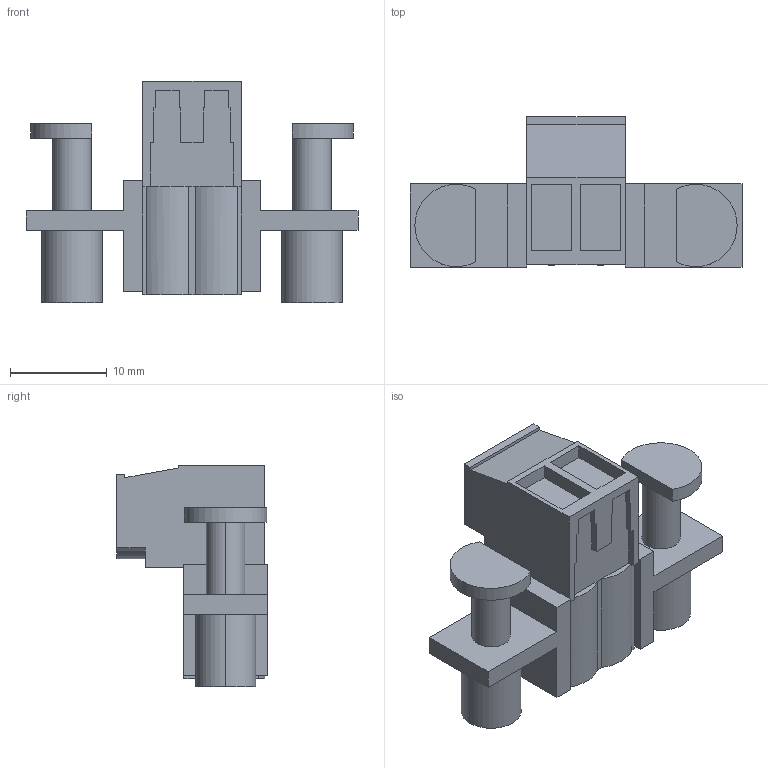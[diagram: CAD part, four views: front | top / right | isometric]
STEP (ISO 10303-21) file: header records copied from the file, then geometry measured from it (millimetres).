
FILE_DESCRIPTION(('CATIA V5 STEP','CAx-IF Rec.Pracs.--- Model Styling and Organization---1.2---2011-12-15'),'2;1');
FILE_NAME ('D1451324_0_1353470000_1353470000.stp','2017-06-01T12:03:55+00:00',('none'),('Weidmueller'),'CATIA Version 5-6 Release 2014','CATIA V5 STEP AP214','none');
FILE_SCHEMA(('AUTOMOTIVE_DESIGN { 1 0 10303 214 1 1 1 1 }'));
Length unit declared in the file: millimetre
Products named in the file (1): 1353470000
Bounding box: 34.26 x 15.53 x 22.9 mm (x, y, z)
Volume: 3066.6 mm3; surface area: 3601.1 mm2
Topology: 7 solids, 7 shells, 211 faces, 546 edges, 361 vertices
Faces by surface type: plane 163, cylinder 40, extrusion 8
Entity records: 6537 total; most frequent: CARTESIAN_POINT 1342, ORIENTED_EDGE 1092, DIRECTION 862, EDGE_CURVE 546, VECTOR 448, LINE 440, VERTEX_POINT 361, AXIS2_PLACEMENT_3D 253
